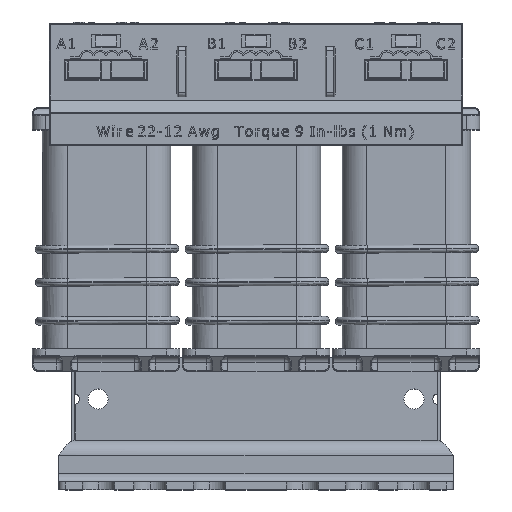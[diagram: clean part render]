
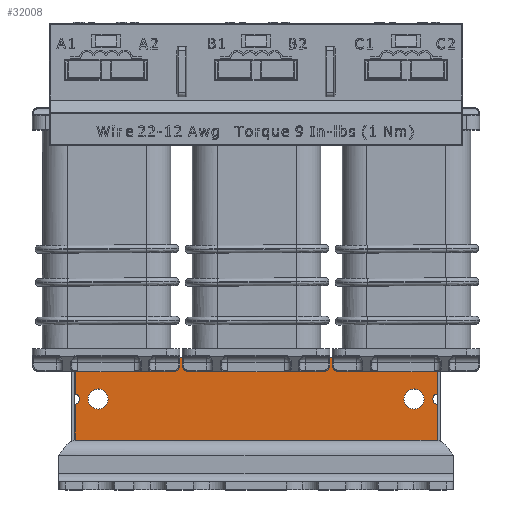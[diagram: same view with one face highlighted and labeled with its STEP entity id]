
A CAD part, top view. The second image highlights one B-rep face of the part: STEP entity #32008.
In plain terms, the highlighted planar face has unit normal (0, 0, 1).
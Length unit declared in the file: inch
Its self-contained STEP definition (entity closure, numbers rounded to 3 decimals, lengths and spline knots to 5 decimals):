
#223 = DIRECTION ( 'NONE',  ( 0., 0., -1. ) ) ;
#336 = CARTESIAN_POINT ( 'NONE',  ( -1.50006, 0., 0. ) ) ;
#824 = CARTESIAN_POINT ( 'NONE',  ( -1.71881, 0., 0. ) ) ;
#947 = VERTEX_POINT ( 'NONE', #26564 ) ;
#2423 = DIRECTION ( 'NONE',  ( 0., 0., -1. ) ) ;
#3410 = ORIENTED_EDGE ( 'NONE', *, *, #126670, .T. ) ;
#3671 = VERTEX_POINT ( 'NONE', #21940 ) ;
#4638 = VERTEX_POINT ( 'NONE', #83305 ) ;
#7494 = VECTOR ( 'NONE', #35035, 39.37008 ) ;
#8609 = ORIENTED_EDGE ( 'NONE', *, *, #125714, .T. ) ;
#8923 = ORIENTED_EDGE ( 'NONE', *, *, #119361, .T. ) ;
#9301 = AXIS2_PLACEMENT_3D ( 'NONE', #65855, #223, #97852 ) ;
#10215 = CIRCLE ( 'NONE', #75803, 0.0955 ) ;
#10730 = VERTEX_POINT ( 'NONE', #125094 ) ;
#10854 = DIRECTION ( 'NONE',  ( 0., 0., -1. ) ) ;
#10970 = ORIENTED_EDGE ( 'NONE', *, *, #71536, .T. ) ;
#11322 = CIRCLE ( 'NONE', #71173, 0.0955 ) ;
#13549 = CARTESIAN_POINT ( 'NONE',  ( 1.71869, -0.05031, 0. ) ) ;
#14717 = VECTOR ( 'NONE', #14775, 39.37008 ) ;
#14775 = DIRECTION ( 'NONE',  ( 0., 1., 0. ) ) ;
#17374 = DIRECTION ( 'NONE',  ( 1., 0., 0. ) ) ;
#19033 = CARTESIAN_POINT ( 'NONE',  ( -1.71881, -0.39063, 0. ) ) ;
#21468 = VERTEX_POINT ( 'NONE', #114526 ) ;
#21940 = CARTESIAN_POINT ( 'NONE',  ( 1.67819, 0., 0. ) ) ;
#23704 = AXIS2_PLACEMENT_3D ( 'NONE', #136681, #71155, #93144 ) ;
#24475 = EDGE_LOOP ( 'NONE', ( #8923, #83046 ) ) ;
#24508 = DIRECTION ( 'NONE',  ( -1., 0., 0. ) ) ;
#24750 = LINE ( 'NONE', #101505, #7494 ) ;
#25204 = ORIENTED_EDGE ( 'NONE', *, *, #141220, .T. ) ;
#25828 = CARTESIAN_POINT ( 'NONE',  ( -0.00006, 0., 0. ) ) ;
#26204 = CARTESIAN_POINT ( 'NONE',  ( -1.40456, 0., 0. ) ) ;
#26564 = CARTESIAN_POINT ( 'NONE',  ( 1.71869, -0.39063, 0. ) ) ;
#28318 = VECTOR ( 'NONE', #35746, 39.37008 ) ;
#32008 = ADVANCED_FACE ( 'NONE', ( #79859, #69532, #134611 ), #48291, .T. ) ;
#33433 = LINE ( 'NONE', #824, #28318 ) ;
#34317 = DIRECTION ( 'NONE',  ( 1., 0., 0. ) ) ;
#35035 = DIRECTION ( 'NONE',  ( -1., 0., 0. ) ) ;
#35746 = DIRECTION ( 'NONE',  ( 0., -1., 0. ) ) ;
#36228 = VERTEX_POINT ( 'NONE', #111280 ) ;
#37275 = DIRECTION ( 'NONE',  ( 1., 0., 0. ) ) ;
#38705 = ORIENTED_EDGE ( 'NONE', *, *, #49991, .T. ) ;
#40912 = CARTESIAN_POINT ( 'NONE',  ( 1.71869, -0.39063, 0. ) ) ;
#41318 = LINE ( 'NONE', #19033, #109741 ) ;
#43812 = LINE ( 'NONE', #58331, #14717 ) ;
#45688 = LINE ( 'NONE', #40912, #86518 ) ;
#45724 = EDGE_CURVE ( 'NONE', #4638, #58392, #102312, .T. ) ;
#48291 = PLANE ( 'NONE',  #123343 ) ;
#48830 = CIRCLE ( 'NONE', #68440, 0.0515 ) ;
#49991 = EDGE_CURVE ( 'NONE', #3671, #36228, #48830, .T. ) ;
#56085 = CIRCLE ( 'NONE', #23704, 0.0515 ) ;
#57134 = EDGE_CURVE ( 'NONE', #10730, #94917, #10215, .T. ) ;
#58331 = CARTESIAN_POINT ( 'NONE',  ( 1.71869, 0., 0. ) ) ;
#58392 = VERTEX_POINT ( 'NONE', #62869 ) ;
#61908 = VERTEX_POINT ( 'NONE', #75408 ) ;
#62869 = CARTESIAN_POINT ( 'NONE',  ( -1.71881, -0.05052, 0. ) ) ;
#65021 = DIRECTION ( 'NONE',  ( 0., 0., -1. ) ) ;
#65855 = CARTESIAN_POINT ( 'NONE',  ( -1.72881, 0., 0. ) ) ;
#66807 = DIRECTION ( 'NONE',  ( 0., 0., -1. ) ) ;
#68440 = AXIS2_PLACEMENT_3D ( 'NONE', #89089, #2423, #24508 ) ;
#69532 = FACE_BOUND ( 'NONE', #24475, .T. ) ;
#70326 = EDGE_LOOP ( 'NONE', ( #10970, #8609 ) ) ;
#70721 = DIRECTION ( 'NONE',  ( 0., 0., 1. ) ) ;
#70737 = AXIS2_PLACEMENT_3D ( 'NONE', #105336, #82415, #17374 ) ;
#71155 = DIRECTION ( 'NONE',  ( 0., 0., -1. ) ) ;
#71173 = AXIS2_PLACEMENT_3D ( 'NONE', #141934, #10854, #87407 ) ;
#71252 = AXIS2_PLACEMENT_3D ( 'NONE', #132297, #66807, #121780 ) ;
#71536 = EDGE_CURVE ( 'NONE', #126002, #21468, #107076, .T. ) ;
#75408 = CARTESIAN_POINT ( 'NONE',  ( -1.71881, -0.39063, 0. ) ) ;
#75803 = AXIS2_PLACEMENT_3D ( 'NONE', #336, #65021, #34317 ) ;
#79754 = EDGE_CURVE ( 'NONE', #115185, #947, #112585, .T. ) ;
#79859 = FACE_BOUND ( 'NONE', #70326, .T. ) ;
#82415 = DIRECTION ( 'NONE',  ( 0., 0., -1. ) ) ;
#83046 = ORIENTED_EDGE ( 'NONE', *, *, #57134, .T. ) ;
#83305 = CARTESIAN_POINT ( 'NONE',  ( -1.71881, 0.05052, 0. ) ) ;
#85173 = VERTEX_POINT ( 'NONE', #102816 ) ;
#86518 = VECTOR ( 'NONE', #117871, 39.37008 ) ;
#87407 = DIRECTION ( 'NONE',  ( 1., 0., 0. ) ) ;
#88873 = EDGE_CURVE ( 'NONE', #115185, #3671, #56085, .T. ) ;
#89089 = CARTESIAN_POINT ( 'NONE',  ( 1.72969, 0., 0. ) ) ;
#90300 = EDGE_CURVE ( 'NONE', #61908, #58392, #41318, .T. ) ;
#92135 = ORIENTED_EDGE ( 'NONE', *, *, #45724, .T. ) ;
#93144 = DIRECTION ( 'NONE',  ( -1., 0., 0. ) ) ;
#94917 = VERTEX_POINT ( 'NONE', #26204 ) ;
#95483 = ORIENTED_EDGE ( 'NONE', *, *, #88873, .T. ) ;
#97852 = DIRECTION ( 'NONE',  ( -1., 0., 0. ) ) ;
#101505 = CARTESIAN_POINT ( 'NONE',  ( -0.00006, 0.39063, 0. ) ) ;
#102312 = CIRCLE ( 'NONE', #9301, 0.0515 ) ;
#102816 = CARTESIAN_POINT ( 'NONE',  ( -1.71881, 0.39063, 0. ) ) ;
#103440 = CIRCLE ( 'NONE', #71252, 0.0955 ) ;
#104678 = ORIENTED_EDGE ( 'NONE', *, *, #90300, .F. ) ;
#105052 = VERTEX_POINT ( 'NONE', #114865 ) ;
#105336 = CARTESIAN_POINT ( 'NONE',  ( 1.49994, 0., 0. ) ) ;
#105634 = CARTESIAN_POINT ( 'NONE',  ( 1.71869, 0.39063, 0. ) ) ;
#106094 = DIRECTION ( 'NONE',  ( 0., -1., 0. ) ) ;
#106784 = ORIENTED_EDGE ( 'NONE', *, *, #79754, .F. ) ;
#107076 = CIRCLE ( 'NONE', #70737, 0.0955 ) ;
#108471 = ORIENTED_EDGE ( 'NONE', *, *, #117095, .T. ) ;
#109741 = VECTOR ( 'NONE', #138592, 39.37008 ) ;
#111280 = CARTESIAN_POINT ( 'NONE',  ( 1.71869, 0.05031, 0. ) ) ;
#112585 = LINE ( 'NONE', #105634, #122935 ) ;
#114526 = CARTESIAN_POINT ( 'NONE',  ( 1.40444, 0., 0. ) ) ;
#114557 = CARTESIAN_POINT ( 'NONE',  ( 1.59544, 0., 0. ) ) ;
#114865 = CARTESIAN_POINT ( 'NONE',  ( 1.71869, 0.39063, 0. ) ) ;
#115185 = VERTEX_POINT ( 'NONE', #13549 ) ;
#117095 = EDGE_CURVE ( 'NONE', #105052, #85173, #24750, .T. ) ;
#117871 = DIRECTION ( 'NONE',  ( -1., 0., 0. ) ) ;
#119361 = EDGE_CURVE ( 'NONE', #94917, #10730, #103440, .T. ) ;
#121780 = DIRECTION ( 'NONE',  ( 1., 0., 0. ) ) ;
#122935 = VECTOR ( 'NONE', #106094, 39.37008 ) ;
#123343 = AXIS2_PLACEMENT_3D ( 'NONE', #25828, #70721, #37275 ) ;
#125094 = CARTESIAN_POINT ( 'NONE',  ( -1.59556, 0., 0. ) ) ;
#125714 = EDGE_CURVE ( 'NONE', #21468, #126002, #11322, .T. ) ;
#126002 = VERTEX_POINT ( 'NONE', #114557 ) ;
#126063 = EDGE_CURVE ( 'NONE', #947, #61908, #45688, .T. ) ;
#126412 = EDGE_LOOP ( 'NONE', ( #133631, #106784, #95483, #38705, #25204, #108471, #3410, #92135, #104678 ) ) ;
#126670 = EDGE_CURVE ( 'NONE', #85173, #4638, #33433, .T. ) ;
#132297 = CARTESIAN_POINT ( 'NONE',  ( -1.50006, 0., 0. ) ) ;
#133631 = ORIENTED_EDGE ( 'NONE', *, *, #126063, .F. ) ;
#134611 = FACE_OUTER_BOUND ( 'NONE', #126412, .T. ) ;
#136681 = CARTESIAN_POINT ( 'NONE',  ( 1.72969, 0., 0. ) ) ;
#138592 = DIRECTION ( 'NONE',  ( 0., 1., 0. ) ) ;
#141220 = EDGE_CURVE ( 'NONE', #36228, #105052, #43812, .T. ) ;
#141934 = CARTESIAN_POINT ( 'NONE',  ( 1.49994, 0., 0. ) ) ;
